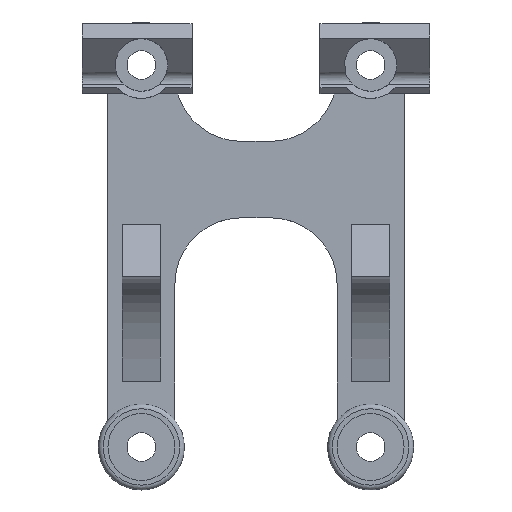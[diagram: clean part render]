
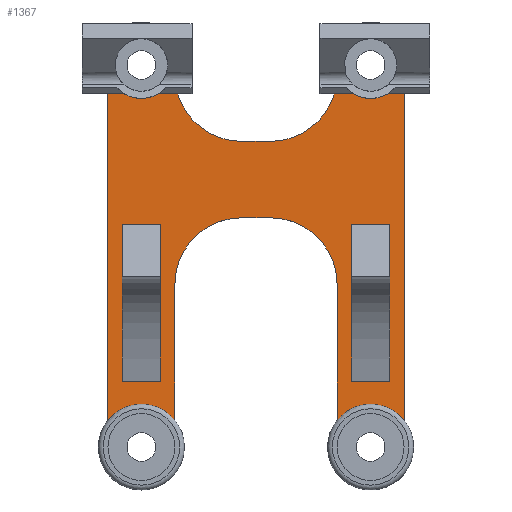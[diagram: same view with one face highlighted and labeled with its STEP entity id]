
A CAD part, top view. The second image highlights one B-rep face of the part: STEP entity #1367.
In plain terms, the highlighted planar face has unit normal (0, 0, 1).
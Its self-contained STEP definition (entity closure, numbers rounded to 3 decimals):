
#27=FACE_BOUND('',#216,.T.);
#28=FACE_BOUND('',#217,.T.);
#80=PLANE('',#1500);
#137=FACE_OUTER_BOUND('',#215,.T.);
#215=EDGE_LOOP('',(#1038,#1039,#1040,#1041,#1042,#1043,#1044,#1045,#1046,
#1047,#1048,#1049,#1050,#1051,#1052,#1053,#1054,#1055,#1056,#1057,#1058,
#1059));
#216=EDGE_LOOP('',(#1060,#1061,#1062,#1063));
#217=EDGE_LOOP('',(#1064,#1065,#1066,#1067));
#284=CIRCLE('',#1458,4.49);
#290=CIRCLE('',#1466,4.49);
#298=CIRCLE('',#1491,7.);
#301=CIRCLE('',#1501,7.);
#302=CIRCLE('',#1502,7.);
#303=CIRCLE('',#1503,3.5);
#304=CIRCLE('',#1504,7.);
#305=CIRCLE('',#1505,7.);
#306=CIRCLE('',#1506,7.);
#307=CIRCLE('',#1507,3.5);
#362=LINE('',#2269,#474);
#363=LINE('',#2272,#475);
#368=LINE('',#2282,#480);
#371=LINE('',#2293,#483);
#372=LINE('',#2297,#484);
#373=LINE('',#2300,#485);
#374=LINE('',#2302,#486);
#375=LINE('',#2304,#487);
#376=LINE('',#2306,#488);
#377=LINE('',#2310,#489);
#378=LINE('',#2316,#490);
#379=LINE('',#2319,#491);
#380=LINE('',#2323,#492);
#381=LINE('',#2325,#493);
#382=LINE('',#2333,#494);
#383=LINE('',#2336,#495);
#384=LINE('',#2338,#496);
#385=LINE('',#2346,#497);
#474=VECTOR('',#1744,10.);
#475=VECTOR('',#1747,10.);
#480=VECTOR('',#1756,10.);
#483=VECTOR('',#1769,10.);
#484=VECTOR('',#1772,10.);
#485=VECTOR('',#1775,10.);
#486=VECTOR('',#1776,10.);
#487=VECTOR('',#1777,10.);
#488=VECTOR('',#1778,10.);
#489=VECTOR('',#1781,10.);
#490=VECTOR('',#1786,10.);
#491=VECTOR('',#1789,10.);
#492=VECTOR('',#1792,10.);
#493=VECTOR('',#1793,10.);
#494=VECTOR('',#1794,10.);
#495=VECTOR('',#1795,10.);
#496=VECTOR('',#1796,10.);
#497=VECTOR('',#1797,10.);
#561=B_SPLINE_CURVE_WITH_KNOTS('',3,(#2327,#2328,#2329,#2330,#2331,#2332),
 .UNSPECIFIED.,.F.,.F.,(4,2,4),(0.,0.2,0.4),.UNSPECIFIED.);
#562=B_SPLINE_CURVE_WITH_KNOTS('',3,(#2340,#2341,#2342,#2343,#2344,#2345),
 .UNSPECIFIED.,.F.,.F.,(4,2,4),(0.,0.2,0.4),.UNSPECIFIED.);
#596=VERTEX_POINT('',#2124);
#597=VERTEX_POINT('',#2129);
#603=VERTEX_POINT('',#2147);
#604=VERTEX_POINT('',#2152);
#629=VERTEX_POINT('',#2253);
#632=VERTEX_POINT('',#2259);
#633=VERTEX_POINT('',#2263);
#634=VERTEX_POINT('',#2267);
#635=VERTEX_POINT('',#2271);
#641=VERTEX_POINT('',#2292);
#642=VERTEX_POINT('',#2294);
#643=VERTEX_POINT('',#2296);
#644=VERTEX_POINT('',#2298);
#645=VERTEX_POINT('',#2301);
#646=VERTEX_POINT('',#2303);
#647=VERTEX_POINT('',#2305);
#648=VERTEX_POINT('',#2307);
#649=VERTEX_POINT('',#2309);
#650=VERTEX_POINT('',#2311);
#651=VERTEX_POINT('',#2313);
#652=VERTEX_POINT('',#2315);
#653=VERTEX_POINT('',#2318);
#654=VERTEX_POINT('',#2321);
#655=VERTEX_POINT('',#2322);
#656=VERTEX_POINT('',#2324);
#657=VERTEX_POINT('',#2326);
#658=VERTEX_POINT('',#2334);
#659=VERTEX_POINT('',#2335);
#660=VERTEX_POINT('',#2337);
#661=VERTEX_POINT('',#2339);
#741=EDGE_CURVE('',#596,#597,#284,.F.);
#749=EDGE_CURVE('',#603,#604,#290,.F.);
#785=EDGE_CURVE('',#629,#633,#298,.T.);
#787=EDGE_CURVE('',#634,#632,#362,.T.);
#788=EDGE_CURVE('',#635,#634,#363,.T.);
#794=EDGE_CURVE('',#604,#632,#368,.F.);
#799=EDGE_CURVE('',#603,#641,#371,.T.);
#800=EDGE_CURVE('',#641,#642,#301,.T.);
#801=EDGE_CURVE('',#642,#643,#372,.T.);
#802=EDGE_CURVE('',#643,#644,#302,.T.);
#803=EDGE_CURVE('',#644,#597,#373,.T.);
#804=EDGE_CURVE('',#596,#645,#374,.T.);
#805=EDGE_CURVE('',#645,#646,#375,.T.);
#806=EDGE_CURVE('',#646,#647,#376,.T.);
#807=EDGE_CURVE('',#647,#648,#303,.T.);
#808=EDGE_CURVE('',#648,#649,#377,.T.);
#809=EDGE_CURVE('',#649,#650,#304,.T.);
#810=EDGE_CURVE('',#650,#651,#305,.T.);
#811=EDGE_CURVE('',#651,#652,#378,.T.);
#812=EDGE_CURVE('',#652,#629,#306,.T.);
#813=EDGE_CURVE('',#633,#653,#379,.T.);
#814=EDGE_CURVE('',#653,#635,#307,.T.);
#815=EDGE_CURVE('',#654,#655,#380,.T.);
#816=EDGE_CURVE('',#655,#656,#381,.T.);
#817=EDGE_CURVE('',#656,#657,#561,.T.);
#818=EDGE_CURVE('',#657,#654,#382,.T.);
#819=EDGE_CURVE('',#658,#659,#383,.T.);
#820=EDGE_CURVE('',#659,#660,#384,.T.);
#821=EDGE_CURVE('',#660,#661,#562,.T.);
#822=EDGE_CURVE('',#661,#658,#385,.T.);
#1038=ORIENTED_EDGE('',*,*,#799,.T.);
#1039=ORIENTED_EDGE('',*,*,#800,.T.);
#1040=ORIENTED_EDGE('',*,*,#801,.T.);
#1041=ORIENTED_EDGE('',*,*,#802,.T.);
#1042=ORIENTED_EDGE('',*,*,#803,.T.);
#1043=ORIENTED_EDGE('',*,*,#741,.F.);
#1044=ORIENTED_EDGE('',*,*,#804,.T.);
#1045=ORIENTED_EDGE('',*,*,#805,.T.);
#1046=ORIENTED_EDGE('',*,*,#806,.T.);
#1047=ORIENTED_EDGE('',*,*,#807,.T.);
#1048=ORIENTED_EDGE('',*,*,#808,.T.);
#1049=ORIENTED_EDGE('',*,*,#809,.T.);
#1050=ORIENTED_EDGE('',*,*,#810,.T.);
#1051=ORIENTED_EDGE('',*,*,#811,.T.);
#1052=ORIENTED_EDGE('',*,*,#812,.T.);
#1053=ORIENTED_EDGE('',*,*,#785,.T.);
#1054=ORIENTED_EDGE('',*,*,#813,.T.);
#1055=ORIENTED_EDGE('',*,*,#814,.T.);
#1056=ORIENTED_EDGE('',*,*,#788,.T.);
#1057=ORIENTED_EDGE('',*,*,#787,.T.);
#1058=ORIENTED_EDGE('',*,*,#794,.F.);
#1059=ORIENTED_EDGE('',*,*,#749,.F.);
#1060=ORIENTED_EDGE('',*,*,#815,.T.);
#1061=ORIENTED_EDGE('',*,*,#816,.T.);
#1062=ORIENTED_EDGE('',*,*,#817,.T.);
#1063=ORIENTED_EDGE('',*,*,#818,.T.);
#1064=ORIENTED_EDGE('',*,*,#819,.T.);
#1065=ORIENTED_EDGE('',*,*,#820,.T.);
#1066=ORIENTED_EDGE('',*,*,#821,.T.);
#1067=ORIENTED_EDGE('',*,*,#822,.T.);
#1367=ADVANCED_FACE('',(#137,#27,#28),#80,.T.);
#1458=AXIS2_PLACEMENT_3D('',#2130,#1659,#1660);
#1466=AXIS2_PLACEMENT_3D('',#2153,#1675,#1676);
#1491=AXIS2_PLACEMENT_3D('',#2265,#1739,#1740);
#1500=AXIS2_PLACEMENT_3D('',#2291,#1767,#1768);
#1501=AXIS2_PLACEMENT_3D('',#2295,#1770,#1771);
#1502=AXIS2_PLACEMENT_3D('',#2299,#1773,#1774);
#1503=AXIS2_PLACEMENT_3D('',#2308,#1779,#1780);
#1504=AXIS2_PLACEMENT_3D('',#2312,#1782,#1783);
#1505=AXIS2_PLACEMENT_3D('',#2314,#1784,#1785);
#1506=AXIS2_PLACEMENT_3D('',#2317,#1787,#1788);
#1507=AXIS2_PLACEMENT_3D('',#2320,#1790,#1791);
#1659=DIRECTION('center_axis',(0.,0.,-1.));
#1660=DIRECTION('ref_axis',(1.,0.,0.));
#1675=DIRECTION('center_axis',(0.,0.,-1.));
#1676=DIRECTION('ref_axis',(1.,0.,0.));
#1739=DIRECTION('center_axis',(0.,0.,-1.));
#1740=DIRECTION('ref_axis',(-1.,0.,0.));
#1744=DIRECTION('',(0.,-1.,0.));
#1747=DIRECTION('',(-1.,0.,0.));
#1756=DIRECTION('',(0.,-1.,0.));
#1767=DIRECTION('center_axis',(0.,0.,1.));
#1768=DIRECTION('ref_axis',(1.,0.,0.));
#1769=DIRECTION('',(0.,1.,0.));
#1770=DIRECTION('center_axis',(0.,0.,-1.));
#1771=DIRECTION('ref_axis',(0.,1.,0.));
#1772=DIRECTION('',(1.,0.,0.));
#1773=DIRECTION('center_axis',(0.,0.,-1.));
#1774=DIRECTION('ref_axis',(1.,0.,0.));
#1775=DIRECTION('',(0.,-1.,0.));
#1776=DIRECTION('',(0.,1.,0.));
#1777=DIRECTION('',(0.,1.,0.));
#1778=DIRECTION('',(-1.,0.,0.));
#1779=DIRECTION('center_axis',(0.,0.,-1.));
#1780=DIRECTION('ref_axis',(1.,0.,0.));
#1781=DIRECTION('',(-1.,0.,0.));
#1782=DIRECTION('center_axis',(0.,0.,-1.));
#1783=DIRECTION('ref_axis',(0.,-1.,0.));
#1784=DIRECTION('center_axis',(0.,0.,-1.));
#1785=DIRECTION('ref_axis',(0.,-1.,0.));
#1786=DIRECTION('',(-1.,0.,0.));
#1787=DIRECTION('center_axis',(0.,0.,-1.));
#1788=DIRECTION('ref_axis',(-1.,0.,0.));
#1789=DIRECTION('',(-1.,0.,0.));
#1790=DIRECTION('center_axis',(0.,0.,-1.));
#1791=DIRECTION('ref_axis',(1.,0.,0.));
#1792=DIRECTION('',(1.,0.,0.));
#1793=DIRECTION('',(0.,-1.,0.));
#1794=DIRECTION('',(0.,1.,0.));
#1795=DIRECTION('',(1.,0.,0.));
#1796=DIRECTION('',(0.,-1.,0.));
#1797=DIRECTION('',(0.,1.,0.));
#2124=CARTESIAN_POINT('',(15.5,-17.188,1.6));
#2129=CARTESIAN_POINT('',(8.5,-17.188,1.6));
#2130=CARTESIAN_POINT('Origin',(12.,-20.,1.6));
#2147=CARTESIAN_POINT('',(-8.5,-17.188,1.6));
#2152=CARTESIAN_POINT('',(-15.5,-17.188,1.6));
#2153=CARTESIAN_POINT('Origin',(-12.,-20.,1.6));
#2253=CARTESIAN_POINT('',(-8.318,17.413,1.6));
#2259=CARTESIAN_POINT('',(-15.5,17.172,1.6));
#2263=CARTESIAN_POINT('',(-8.379,17.705,1.6));
#2265=CARTESIAN_POINT('Origin',(-1.5,19.,1.6));
#2267=CARTESIAN_POINT('',(-15.5,17.705,1.6));
#2269=CARTESIAN_POINT('',(-15.5,20.,1.6));
#2271=CARTESIAN_POINT('',(-14.643,17.705,1.6));
#2272=CARTESIAN_POINT('',(-6.225,17.705,1.6));
#2282=CARTESIAN_POINT('',(-15.5,10.,1.6));
#2291=CARTESIAN_POINT('Origin',(0.,0.,1.6));
#2292=CARTESIAN_POINT('',(-8.5,-3.,1.6));
#2293=CARTESIAN_POINT('',(-8.5,-20.,1.6));
#2294=CARTESIAN_POINT('',(-1.5,4.,1.6));
#2295=CARTESIAN_POINT('Origin',(-1.5,-3.,1.6));
#2296=CARTESIAN_POINT('',(1.499,4.,1.6));
#2297=CARTESIAN_POINT('',(-1.5,4.,1.6));
#2298=CARTESIAN_POINT('',(8.499,-3.,1.6));
#2299=CARTESIAN_POINT('Origin',(1.499,-3.,1.6));
#2300=CARTESIAN_POINT('',(8.5,-20.,1.6));
#2301=CARTESIAN_POINT('',(15.5,17.172,1.6));
#2302=CARTESIAN_POINT('',(15.5,20.,1.6));
#2303=CARTESIAN_POINT('',(15.5,17.705,1.6));
#2304=CARTESIAN_POINT('',(15.5,20.,1.6));
#2305=CARTESIAN_POINT('',(14.643,17.705,1.6));
#2306=CARTESIAN_POINT('',(6.225,17.705,1.6));
#2307=CARTESIAN_POINT('',(9.357,17.705,1.6));
#2308=CARTESIAN_POINT('Origin',(12.,20.,1.6));
#2309=CARTESIAN_POINT('',(8.379,17.705,1.6));
#2310=CARTESIAN_POINT('',(6.225,17.705,1.6));
#2311=CARTESIAN_POINT('',(8.318,17.413,1.6));
#2312=CARTESIAN_POINT('Origin',(1.5,19.,1.6));
#2313=CARTESIAN_POINT('',(1.5,12.,1.6));
#2314=CARTESIAN_POINT('Origin',(1.5,19.,1.6));
#2315=CARTESIAN_POINT('',(-1.5,12.,1.6));
#2316=CARTESIAN_POINT('',(-1.5,12.,1.6));
#2317=CARTESIAN_POINT('Origin',(-1.5,19.,1.6));
#2318=CARTESIAN_POINT('',(-9.357,17.705,1.6));
#2319=CARTESIAN_POINT('',(-6.225,17.705,1.6));
#2320=CARTESIAN_POINT('Origin',(-12.,20.,1.6));
#2321=CARTESIAN_POINT('',(10.,3.327,1.6));
#2322=CARTESIAN_POINT('',(14.,3.327,1.6));
#2323=CARTESIAN_POINT('',(7.,3.327,1.6));
#2324=CARTESIAN_POINT('',(14.,-13.104,1.6));
#2325=CARTESIAN_POINT('',(14.,-3.168,1.6));
#2326=CARTESIAN_POINT('',(10.,-13.104,1.6));
#2327=CARTESIAN_POINT('Ctrl Pts',(14.,-13.104,1.6));
#2328=CARTESIAN_POINT('Ctrl Pts',(13.333,-13.104,1.6));
#2329=CARTESIAN_POINT('Ctrl Pts',(12.667,-13.104,1.6));
#2330=CARTESIAN_POINT('Ctrl Pts',(11.333,-13.104,1.6));
#2331=CARTESIAN_POINT('Ctrl Pts',(10.667,-13.104,1.6));
#2332=CARTESIAN_POINT('Ctrl Pts',(10.,-13.104,1.6));
#2333=CARTESIAN_POINT('',(10.,-3.168,1.6));
#2334=CARTESIAN_POINT('',(-14.,3.327,1.6));
#2335=CARTESIAN_POINT('',(-10.,3.327,1.6));
#2336=CARTESIAN_POINT('',(-7.,3.327,1.6));
#2337=CARTESIAN_POINT('',(-10.,-13.104,1.6));
#2338=CARTESIAN_POINT('',(-10.,-3.168,1.6));
#2339=CARTESIAN_POINT('',(-14.,-13.104,1.6));
#2340=CARTESIAN_POINT('Ctrl Pts',(-10.,-13.104,1.6));
#2341=CARTESIAN_POINT('Ctrl Pts',(-10.667,-13.104,1.6));
#2342=CARTESIAN_POINT('Ctrl Pts',(-11.333,-13.104,1.6));
#2343=CARTESIAN_POINT('Ctrl Pts',(-12.667,-13.104,1.6));
#2344=CARTESIAN_POINT('Ctrl Pts',(-13.333,-13.104,1.6));
#2345=CARTESIAN_POINT('Ctrl Pts',(-14.,-13.104,1.6));
#2346=CARTESIAN_POINT('',(-14.,-3.168,1.6));
